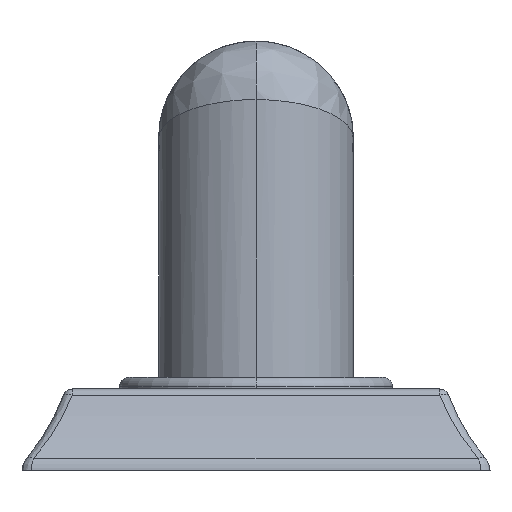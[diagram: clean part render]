
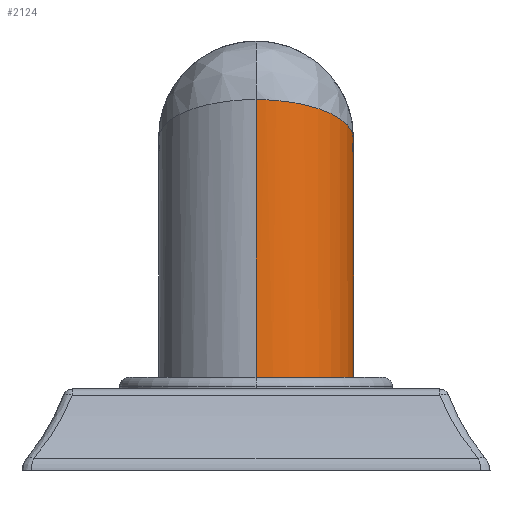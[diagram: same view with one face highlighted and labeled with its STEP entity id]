
A CAD part, left-side view. The second image highlights one B-rep face of the part: STEP entity #2124.
In plain terms, the highlighted cylindrical face has radius 15.875 mm (diameter 31.75 mm), a partial arc.
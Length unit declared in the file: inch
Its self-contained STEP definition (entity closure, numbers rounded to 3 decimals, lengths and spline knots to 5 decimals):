
#373=CARTESIAN_POINT('',(0.,0.,0.6));
#374=DIRECTION('',(0.,0.,-1.));
#375=DIRECTION('',(1.,0.,0.));
#376=AXIS2_PLACEMENT_3D('',#373,#374,#375);
#393=CARTESIAN_POINT('',(0.,-0.625,2.13));
#394=CARTESIAN_POINT('',(-0.01906,-0.625,
2.13769));
#395=CARTESIAN_POINT('',(-0.05717,-0.62325,
2.15287));
#396=CARTESIAN_POINT('',(-0.11368,-0.61545,
2.17546));
#397=CARTESIAN_POINT('',(-0.16911,-0.60258,
2.19766));
#398=CARTESIAN_POINT('',(-0.22295,-0.5848,
2.21918));
#399=CARTESIAN_POINT('',(-0.27467,-0.56235,
2.23987));
#400=CARTESIAN_POINT('',(-0.32388,-0.53551,
2.25954));
#401=CARTESIAN_POINT('',(-0.37016,-0.50461,
2.27807));
#402=CARTESIAN_POINT('',(-0.41319,-0.47001,
2.29527));
#403=CARTESIAN_POINT('',(-0.45269,-0.43207,
2.31108));
#404=CARTESIAN_POINT('',(-0.48846,-0.39116,
2.32539));
#405=CARTESIAN_POINT('',(-0.5203,-0.34767,
2.33811));
#406=CARTESIAN_POINT('',(-0.54808,-0.30196,
2.34924));
#407=CARTESIAN_POINT('',(-0.57171,-0.25438,2.35867));
#408=CARTESIAN_POINT('',(-0.59111,-0.20527,
2.36645));
#409=CARTESIAN_POINT('',(-0.60624,-0.15496,
2.37249));
#410=CARTESIAN_POINT('',(-0.61706,-0.10378,
2.37683));
#411=CARTESIAN_POINT('',(-0.62356,-0.05202,
2.37942));
#412=CARTESIAN_POINT('',(-0.625,-0.01733,
2.38));
#413=CARTESIAN_POINT('',(-0.625,0.,2.38));
#415=CARTESIAN_POINT('',(0.,-0.625,2.13));
#416=CARTESIAN_POINT('',(0.02317,-0.625,
2.10453));
#417=CARTESIAN_POINT('',(0.06913,-0.62244,
2.05401));
#418=CARTESIAN_POINT('',(0.13697,-0.61108,
1.97944));
#419=CARTESIAN_POINT('',(0.20205,-0.5927,
1.90791));
#420=CARTESIAN_POINT('',(0.26334,-0.56806,
1.84054));
#421=CARTESIAN_POINT('',(0.32,-0.53809,
1.77825));
#422=CARTESIAN_POINT('',(0.37152,-0.50381,
1.72163));
#423=CARTESIAN_POINT('',(0.41762,-0.46621,
1.67095));
#424=CARTESIAN_POINT('',(0.45828,-0.42619,
1.62625));
#425=CARTESIAN_POINT('',(0.49366,-0.38455,
1.58737));
#426=CARTESIAN_POINT('',(0.52402,-0.34192,
1.554));
#427=CARTESIAN_POINT('',(0.54968,-0.29879,
1.52579));
#428=CARTESIAN_POINT('',(0.57103,-0.25552,
1.50232));
#429=CARTESIAN_POINT('',(0.58843,-0.21232,
1.4832));
#430=CARTESIAN_POINT('',(0.60218,-0.16932,
1.46809));
#431=CARTESIAN_POINT('',(0.61256,-0.1266,
1.45668));
#432=CARTESIAN_POINT('',(0.61981,-0.08407,
1.4487));
#433=CARTESIAN_POINT('',(0.62407,-0.04184,
1.44402));
#434=CARTESIAN_POINT('',(0.625,-0.01388,
1.443));
#435=CARTESIAN_POINT('',(0.625,0.,
1.443));
#437=DIRECTION('',(0.,0.,-1.));
#438=VECTOR('',#437,0.843);
#439=CARTESIAN_POINT('',(0.625,0.,
1.443));
#440=LINE('',#439,#438);
#441=CARTESIAN_POINT('',(0.625,0.,
1.443));
#485=DIRECTION('',(0.,0.,-1.));
#486=VECTOR('',#485,1.78);
#487=CARTESIAN_POINT('',(-0.625,0.,2.38));
#488=LINE('',#487,#486);
#494=CARTESIAN_POINT('',(0.,-0.625,2.13));
#1312=CARTESIAN_POINT('',(-0.625,0.,2.38));
#1314=VERTEX_POINT('',#1312);
#1320=VERTEX_POINT('',#441);
#1323=VERTEX_POINT('',#494);
#1324=CARTESIAN_POINT('',(0.625,0.,0.6));
#1325=CARTESIAN_POINT('',(-0.625,0.,0.6));
#1326=VERTEX_POINT('',#1324);
#1327=VERTEX_POINT('',#1325);
#2108=CARTESIAN_POINT('',(0.,0.,2.13));
#2109=DIRECTION('',(0.,0.,-1.));
#2110=DIRECTION('',(1.,0.,0.));
#2111=AXIS2_PLACEMENT_3D('',#2108,#2109,#2110);
#2112=CYLINDRICAL_SURFACE('',#2111,0.625);
#2113=ORIENTED_EDGE('',*,*,#2089,.T.);
#2115=ORIENTED_EDGE('',*,*,#2114,.F.);
#2117=ORIENTED_EDGE('',*,*,#2116,.F.);
#2119=ORIENTED_EDGE('',*,*,#2118,.T.);
#2121=ORIENTED_EDGE('',*,*,#2120,.T.);
#2122=EDGE_LOOP('',(#2113,#2115,#2117,#2119,#2121));
#2123=FACE_OUTER_BOUND('',#2122,.F.);
#2124=ADVANCED_FACE('',(#2123),#2112,.T.);
#377=CIRCLE('',#376,0.625);
#414=B_SPLINE_CURVE_WITH_KNOTS('',3,(#393,#394,#395,#396,#397,#398,#399,#400,
#401,#402,#403,#404,#405,#406,#407,#408,#409,#410,#411,#412,#413),.UNSPECIFIED.,
.F.,.F.,(4,1,1,1,1,1,1,1,1,1,1,1,1,1,1,1,1,1,4),(0.,0.05556,
0.11111,0.16667,0.22222,0.27778,
0.33333,0.38889,0.44444,0.5,0.55556,
0.61111,0.66667,0.72222,0.77778,
0.83333,0.88889,0.94444,1.),.UNSPECIFIED.);
#436=B_SPLINE_CURVE_WITH_KNOTS('',3,(#415,#416,#417,#418,#419,#420,#421,#422,
#423,#424,#425,#426,#427,#428,#429,#430,#431,#432,#433,#434,#435),.UNSPECIFIED.,
.F.,.F.,(4,1,1,1,1,1,1,1,1,1,1,1,1,1,1,1,1,1,4),(0.,0.05556,
0.11111,0.16667,0.22222,0.27778,
0.33333,0.38889,0.44444,0.5,0.55556,
0.61111,0.66667,0.72222,0.77778,
0.83333,0.88889,0.94444,1.),.UNSPECIFIED.);
#2089=EDGE_CURVE('',#1326,#1327,#377,.T.);
#2114=EDGE_CURVE('',#1314,#1327,#488,.T.);
#2116=EDGE_CURVE('',#1323,#1314,#414,.T.);
#2118=EDGE_CURVE('',#1323,#1320,#436,.T.);
#2120=EDGE_CURVE('',#1320,#1326,#440,.T.);
